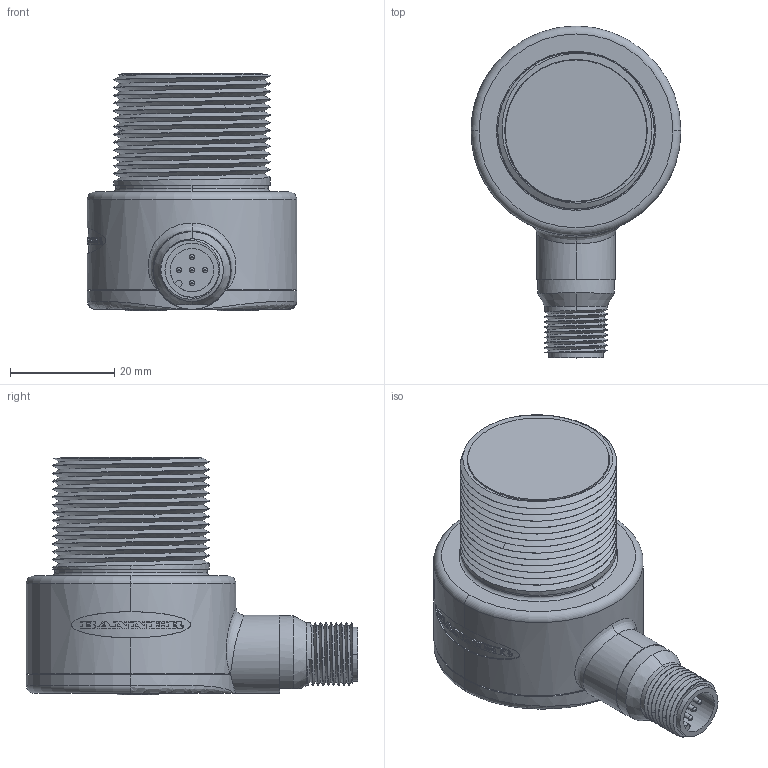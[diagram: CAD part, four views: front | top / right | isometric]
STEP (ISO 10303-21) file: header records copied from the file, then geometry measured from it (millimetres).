
FILE_DESCRIPTION((''),'2;1');
FILE_NAME('156725_SW','2011-05-25T',('banengservice'),('BANNER ENGINEERING'),'PRO/ENGINEER BY PARAMETRIC TECHNOLOGY CORPORATION, 2009141','PRO/ENGINEER BY PARAMETRIC TECHNOLOGY CORPORATION, 2009141','');
FILE_SCHEMA(('CONFIG_CONTROL_DESIGN'));
Length unit declared in the file: inch
Products named in the file (1): 156725_SW
Bounding box: 40.18 x 63.56 x 45.5 mm (x, y, z)
Volume: 12844.9 mm3; surface area: 23373.3 mm2
Topology: 1 solids, 2 shells, 648 faces, 1651 edges, 1074 vertices
Faces by surface type: cylinder 337, plane 227, bspline 37, torus 25, cone 17, sphere 3, extrusion 2
Entity records: 30800 total; most frequent: CARTESIAN_POINT 15696, ORIENTED_EDGE 3294, DIRECTION 2890, EDGE_CURVE 1647, AXIS2_PLACEMENT_3D 1107, VERTEX_POINT 1074, EDGE_LOOP 721, VECTOR 676
